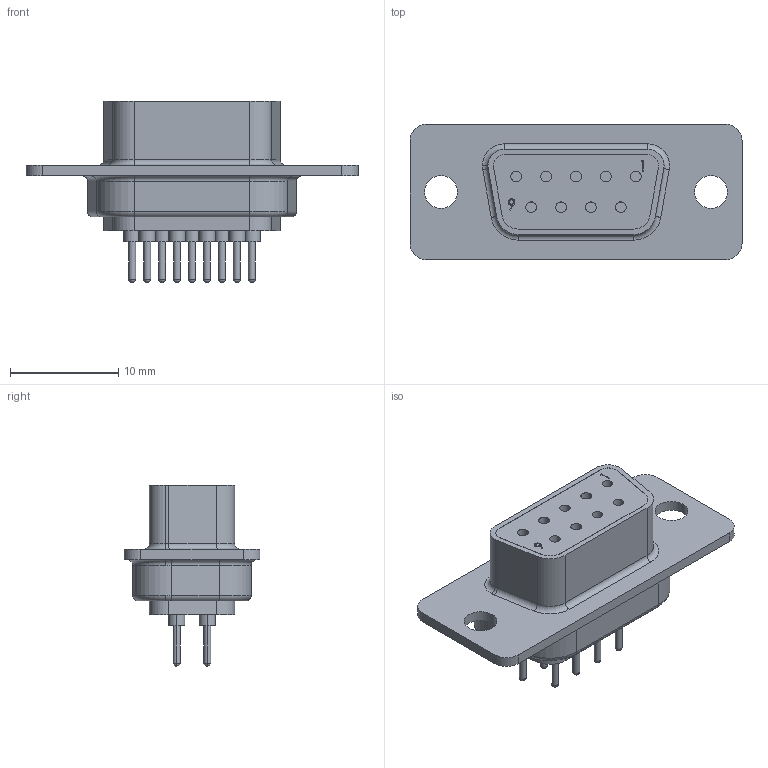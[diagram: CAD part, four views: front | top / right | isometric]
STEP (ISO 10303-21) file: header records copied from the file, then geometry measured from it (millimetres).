
FILE_DESCRIPTION (( 'STEP AP214' ), '1' );
FILE_NAME ('FMCN45986_3D.step', '2023-10-04T16:34:29', ( '' ), ( '' ), 'SwSTEP 2.0', 'SolidWorks 2022', '' );
FILE_SCHEMA (( 'AUTOMOTIVE_DESIGN' ));
Length unit declared in the file: inch
Products named in the file (1): FMCN45986_3D
Bounding box: 30.73 x 12.55 x 16.76 mm (x, y, z)
Volume: 1946.8 mm3; surface area: 1636.3 mm2
Topology: 1 solids, 1 shells, 201 faces, 489 edges, 306 vertices
Faces by surface type: cylinder 98, plane 56, torus 20, sphere 18, bspline 9
Entity records: 8225 total; most frequent: CARTESIAN_POINT 1496, DIRECTION 1062, ORIENTED_EDGE 906, EDGE_CURVE 453, AXIS2_PLACEMENT_3D 434, VERTEX_POINT 288, CIRCLE 241, EDGE_LOOP 239
